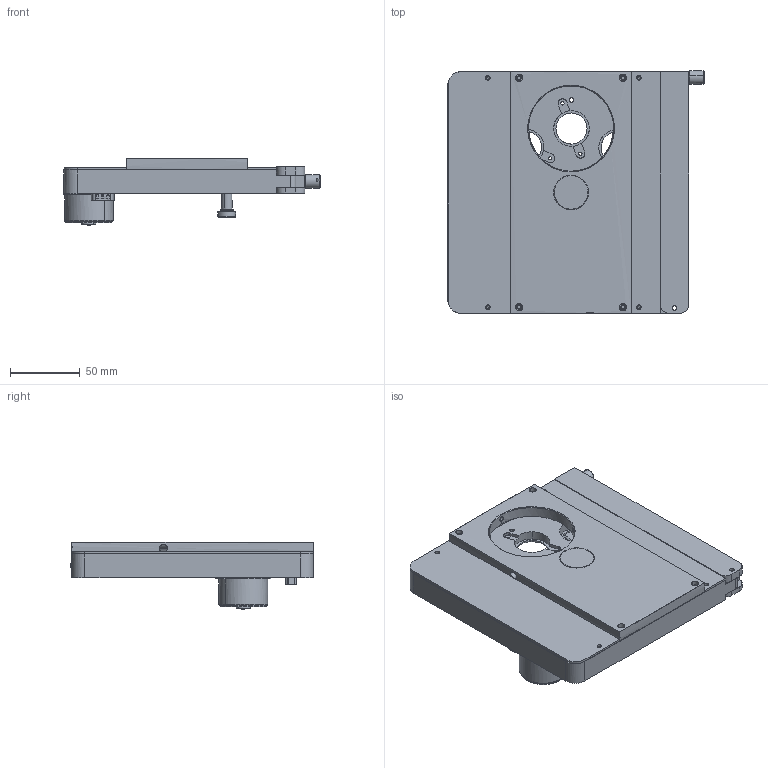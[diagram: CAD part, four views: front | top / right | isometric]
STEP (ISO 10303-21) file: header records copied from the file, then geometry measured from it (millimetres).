
FILE_DESCRIPTION (( 'STEP AP203' ), '1' );
FILE_NAME ('Web Model 59769_Default.step', '2020-03-18T16:24:38', ( '' ), ( '' ), 'SwSTEP 2.0', 'SolidWorks 2018', '' );
FILE_SCHEMA (( 'CONFIG_CONTROL_DESIGN' ));
Length unit declared in the file: inch
Products named in the file (1): Web Model 59769_Default
Bounding box: 183.26 x 173.48 x 47.93 mm (x, y, z)
Surface area: 158493.2 mm2 (no closed solid volume)
Topology: 0 solids, 25 shells, 354 faces, 1214 edges, 878 vertices
Faces by surface type: cylinder 178, plane 129, cone 31, bspline 14, torus 2
Entity records: 22948 total; most frequent: CARTESIAN_POINT 14907, ORIENTED_EDGE 1941, EDGE_CURVE 1188, B_SPLINE_CURVE_WITH_KNOTS 1178, VERTEX_POINT 878, DIRECTION 682, EDGE_LOOP 516, ADVANCED_FACE 354
